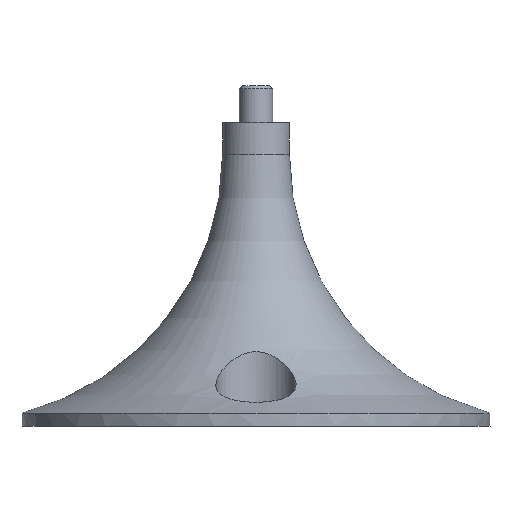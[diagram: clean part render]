
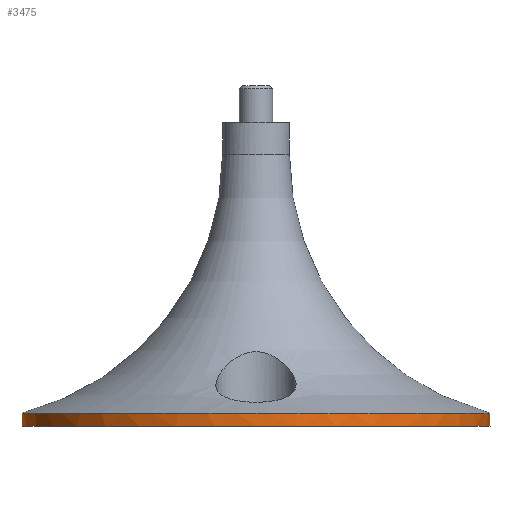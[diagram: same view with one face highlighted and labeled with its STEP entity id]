
A CAD part, front view. The second image highlights one B-rep face of the part: STEP entity #3475.
In plain terms, the highlighted cylindrical face has radius 35 mm (diameter 70 mm), a full revolution.
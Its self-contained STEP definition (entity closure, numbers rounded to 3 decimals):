
#274=FACE_OUTER_BOUND('',#500,.T.);
#500=EDGE_LOOP('',(#2545,#2546,#2547,#2548));
#742=B_SPLINE_CURVE_WITH_KNOTS('',3,(#6229,#6230,#6231,#6232,#6233,#6234,
#6235,#6236,#6237,#6238,#6239,#6240,#6241,#6242,#6243,#6244,#6245,#6246,
#6247,#6248,#6249,#6250,#6251,#6252,#6253,#6254,#6255,#6256,#6257,#6258,
#6259,#6260,#6261,#6262,#6263,#6264),.UNSPECIFIED.,.T.,.F.,(4,2,2,2,2,2,
2,2,2,2,2,2,2,2,2,2,2,4),(0.,13.673,27.345,41.018,
54.69,68.363,82.035,95.708,109.38,
123.053,136.726,150.398,164.071,177.743,
191.416,205.088,212.83,220.571),
 .UNSPECIFIED.);
#866=LINE('',#6228,#1240);
#1240=VECTOR('',#4045,1.);
#1553=CIRCLE('',#3715,35.);
#1612=VERTEX_POINT('',#4897);
#1690=VERTEX_POINT('',#6227);
#1952=EDGE_CURVE('',#1612,#1612,#1553,.T.);
#2033=EDGE_CURVE('',#1612,#1690,#866,.T.);
#2034=EDGE_CURVE('',#1690,#1690,#742,.T.);
#2545=ORIENTED_EDGE('',*,*,#1952,.F.);
#2546=ORIENTED_EDGE('',*,*,#2033,.T.);
#2547=ORIENTED_EDGE('',*,*,#2034,.T.);
#2548=ORIENTED_EDGE('',*,*,#2033,.F.);
#3451=CYLINDRICAL_SURFACE('',#3728,35.);
#3475=ADVANCED_FACE('',(#274),#3451,.T.);
#3715=AXIS2_PLACEMENT_3D('',#4898,#3960,#3961);
#3728=AXIS2_PLACEMENT_3D('',#6226,#4043,#4044);
#3960=DIRECTION('center_axis',(0.,0.,-1.));
#3961=DIRECTION('ref_axis',(1.,0.,0.));
#4043=DIRECTION('center_axis',(0.,0.,
-1.));
#4044=DIRECTION('ref_axis',(1.,0.,0.));
#4045=DIRECTION('',(0.,0.,1.));
#4897=CARTESIAN_POINT('',(1389.58,7.602,0.));
#4898=CARTESIAN_POINT('Origin',(1424.58,7.602,0.));
#6226=CARTESIAN_POINT('Origin',(1424.58,7.602,2.));
#6227=CARTESIAN_POINT('',(1389.58,7.602,2.));
#6228=CARTESIAN_POINT('',(1389.58,7.602,2.));
#6229=CARTESIAN_POINT('Ctrl Pts',(1459.579,7.876,2.));
#6230=CARTESIAN_POINT('Ctrl Pts',(1459.615,3.319,2.));
#6231=CARTESIAN_POINT('Ctrl Pts',(1458.76,-1.202,2.));
#6232=CARTESIAN_POINT('Ctrl Pts',(1455.365,-9.662,2.));
#6233=CARTESIAN_POINT('Ctrl Pts',(1452.858,-13.519,2.));
#6234=CARTESIAN_POINT('Ctrl Pts',(1446.506,-20.057,2.));
#6235=CARTESIAN_POINT('Ctrl Pts',(1442.722,-22.674,2.));
#6236=CARTESIAN_POINT('Ctrl Pts',(1434.364,-26.31,2.));
#6237=CARTESIAN_POINT('Ctrl Pts',(1429.87,-27.295,2.));
#6238=CARTESIAN_POINT('Ctrl Pts',(1420.757,-27.486,2.));
#6239=CARTESIAN_POINT('Ctrl Pts',(1416.225,-26.691,2.));
#6240=CARTESIAN_POINT('Ctrl Pts',(1407.722,-23.408,2.));
#6241=CARTESIAN_POINT('Ctrl Pts',(1403.832,-20.951,2.));
#6242=CARTESIAN_POINT('Ctrl Pts',(1397.211,-14.686,2.));
#6243=CARTESIAN_POINT('Ctrl Pts',(1394.545,-10.936,2.));
#6244=CARTESIAN_POINT('Ctrl Pts',(1390.799,-2.627,2.));
#6245=CARTESIAN_POINT('Ctrl Pts',(1389.756,1.854,2.));
#6246=CARTESIAN_POINT('Ctrl Pts',(1389.445,10.964,2.));
#6247=CARTESIAN_POINT('Ctrl Pts',(1390.181,15.506,2.));
#6248=CARTESIAN_POINT('Ctrl Pts',(1393.352,24.051,2.));
#6249=CARTESIAN_POINT('Ctrl Pts',(1395.757,27.974,2.));
#6250=CARTESIAN_POINT('Ctrl Pts',(1401.935,34.675,2.));
#6251=CARTESIAN_POINT('Ctrl Pts',(1405.649,37.391,2.));
#6252=CARTESIAN_POINT('Ctrl Pts',(1413.909,41.246,2.));
#6253=CARTESIAN_POINT('Ctrl Pts',(1418.376,42.348,2.));
#6254=CARTESIAN_POINT('Ctrl Pts',(1427.481,42.778,2.));
#6255=CARTESIAN_POINT('Ctrl Pts',(1432.032,42.102,2.));
#6256=CARTESIAN_POINT('Ctrl Pts',(1440.618,39.043,2.));
#6257=CARTESIAN_POINT('Ctrl Pts',(1444.572,36.689,2.));
#6258=CARTESIAN_POINT('Ctrl Pts',(1451.354,30.6,2.));
#6259=CARTESIAN_POINT('Ctrl Pts',(1454.118,26.922,2.));
#6260=CARTESIAN_POINT('Ctrl Pts',(1457.221,20.494,2.));
#6261=CARTESIAN_POINT('Ctrl Pts',(1458.083,18.053,2.));
#6262=CARTESIAN_POINT('Ctrl Pts',(1459.253,13.026,2.));
#6263=CARTESIAN_POINT('Ctrl Pts',(1459.559,10.456,2.));
#6264=CARTESIAN_POINT('Ctrl Pts',(1459.579,7.876,2.));
